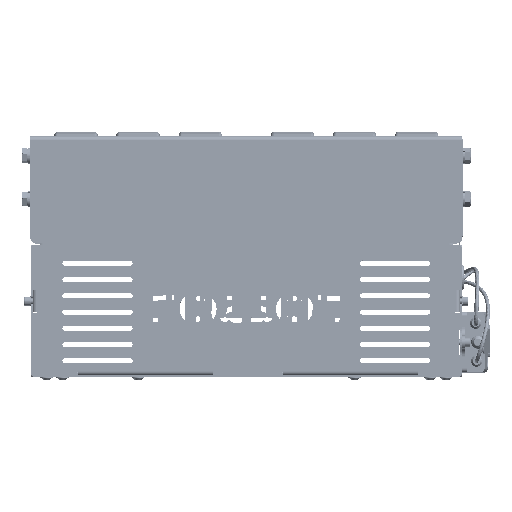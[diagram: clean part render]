
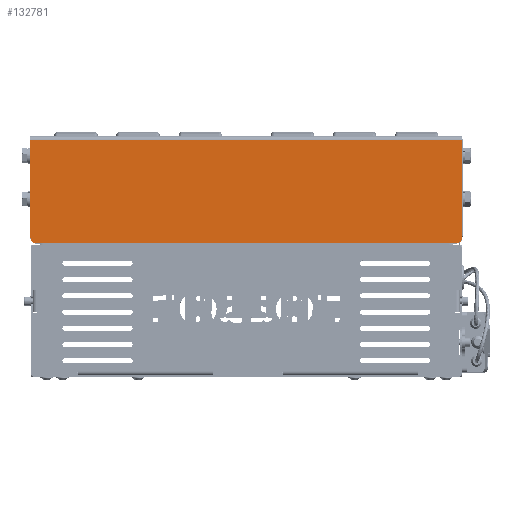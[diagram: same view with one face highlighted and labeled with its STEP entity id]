
A CAD part, top view. The second image highlights one B-rep face of the part: STEP entity #132781.
In plain terms, the highlighted planar face has unit normal (0, 0, 1).
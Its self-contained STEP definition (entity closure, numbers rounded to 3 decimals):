
#1220 = DIRECTION ( 'NONE',  ( 0., -1., 0. ) ) ;
#1866 = CIRCLE ( 'NONE', #6009, 5. ) ;
#5233 = EDGE_CURVE ( 'NONE', #183275, #149041, #1866, .T. ) ;
#6009 = AXIS2_PLACEMENT_3D ( 'NONE', #113236, #54457, #134119 ) ;
#9538 = LINE ( 'NONE', #89150, #21518 ) ;
#10017 = LINE ( 'NONE', #89624, #241940 ) ;
#14191 = CARTESIAN_POINT ( 'NONE',  ( 199.5, -4., 100. ) ) ;
#21518 = VECTOR ( 'NONE', #245945, 1000. ) ;
#25350 = CARTESIAN_POINT ( 'NONE',  ( -194.5, -94., 100. ) ) ;
#25551 = VERTEX_POINT ( 'NONE', #14191 ) ;
#30266 = AXIS2_PLACEMENT_3D ( 'NONE', #143856, #42091, #244452 ) ;
#31917 = ORIENTED_EDGE ( 'NONE', *, *, #41687, .F. ) ;
#41687 = EDGE_CURVE ( 'NONE', #254688, #25551, #169218, .T. ) ;
#42091 = DIRECTION ( 'NONE',  ( 0., 0., -1. ) ) ;
#47767 = CARTESIAN_POINT ( 'NONE',  ( 199.5, -4., 100. ) ) ;
#54457 = DIRECTION ( 'NONE',  ( 0., 0., 1. ) ) ;
#70190 = ORIENTED_EDGE ( 'NONE', *, *, #94811, .T. ) ;
#79877 = FACE_OUTER_BOUND ( 'NONE', #141434, .T. ) ;
#87381 = VECTOR ( 'NONE', #226767, 1000. ) ;
#89150 = CARTESIAN_POINT ( 'NONE',  ( 199.5, 0., 100. ) ) ;
#89247 = DIRECTION ( 'NONE',  ( 0., 1., 0. ) ) ;
#89624 = CARTESIAN_POINT ( 'NONE',  ( 0., -99., 100. ) ) ;
#90827 = EDGE_CURVE ( 'NONE', #190119, #157859, #210123, .T. ) ;
#94811 = EDGE_CURVE ( 'NONE', #254688, #190119, #223287, .T. ) ;
#97237 = CARTESIAN_POINT ( 'NONE',  ( 199.5, -94., 100. ) ) ;
#99267 = EDGE_CURVE ( 'NONE', #157859, #183275, #10017, .T. ) ;
#99845 = CARTESIAN_POINT ( 'NONE',  ( -194.5, -99., 100. ) ) ;
#111300 = CARTESIAN_POINT ( 'NONE',  ( -199.5, -94., 100. ) ) ;
#113236 = CARTESIAN_POINT ( 'NONE',  ( 194.5, -94., 100. ) ) ;
#114104 = AXIS2_PLACEMENT_3D ( 'NONE', #25350, #188528, #89247 ) ;
#127518 = CARTESIAN_POINT ( 'NONE',  ( -199.5, -4., 100. ) ) ;
#132781 = ADVANCED_FACE ( 'NONE', ( #79877 ), #239296, .F. ) ;
#134119 = DIRECTION ( 'NONE',  ( 0., 1., 0. ) ) ;
#139766 = ORIENTED_EDGE ( 'NONE', *, *, #5233, .T. ) ;
#141434 = EDGE_LOOP ( 'NONE', ( #70190, #169691, #159259, #139766, #233766, #31917 ) ) ;
#143856 = CARTESIAN_POINT ( 'NONE',  ( 0., 0., 100. ) ) ;
#144952 = VECTOR ( 'NONE', #1220, 1000. ) ;
#145944 = CARTESIAN_POINT ( 'NONE',  ( 194.5, -99., 100. ) ) ;
#149041 = VERTEX_POINT ( 'NONE', #97237 ) ;
#157859 = VERTEX_POINT ( 'NONE', #99845 ) ;
#157929 = CARTESIAN_POINT ( 'NONE',  ( -199.5, 0., 100. ) ) ;
#159259 = ORIENTED_EDGE ( 'NONE', *, *, #99267, .T. ) ;
#169218 = LINE ( 'NONE', #47767, #87381 ) ;
#169316 = DIRECTION ( 'NONE',  ( 1., 0., 0. ) ) ;
#169691 = ORIENTED_EDGE ( 'NONE', *, *, #90827, .T. ) ;
#183275 = VERTEX_POINT ( 'NONE', #145944 ) ;
#188528 = DIRECTION ( 'NONE',  ( 0., 0., 1. ) ) ;
#190119 = VERTEX_POINT ( 'NONE', #111300 ) ;
#210123 = CIRCLE ( 'NONE', #114104, 5. ) ;
#223287 = LINE ( 'NONE', #157929, #144952 ) ;
#226767 = DIRECTION ( 'NONE',  ( 1., 0., 0. ) ) ;
#233766 = ORIENTED_EDGE ( 'NONE', *, *, #257868, .T. ) ;
#239296 = PLANE ( 'NONE',  #30266 ) ;
#241940 = VECTOR ( 'NONE', #169316, 1000. ) ;
#244452 = DIRECTION ( 'NONE',  ( 0., 1., 0. ) ) ;
#245945 = DIRECTION ( 'NONE',  ( 0., 1., 0. ) ) ;
#254688 = VERTEX_POINT ( 'NONE', #127518 ) ;
#257868 = EDGE_CURVE ( 'NONE', #149041, #25551, #9538, .T. ) ;
